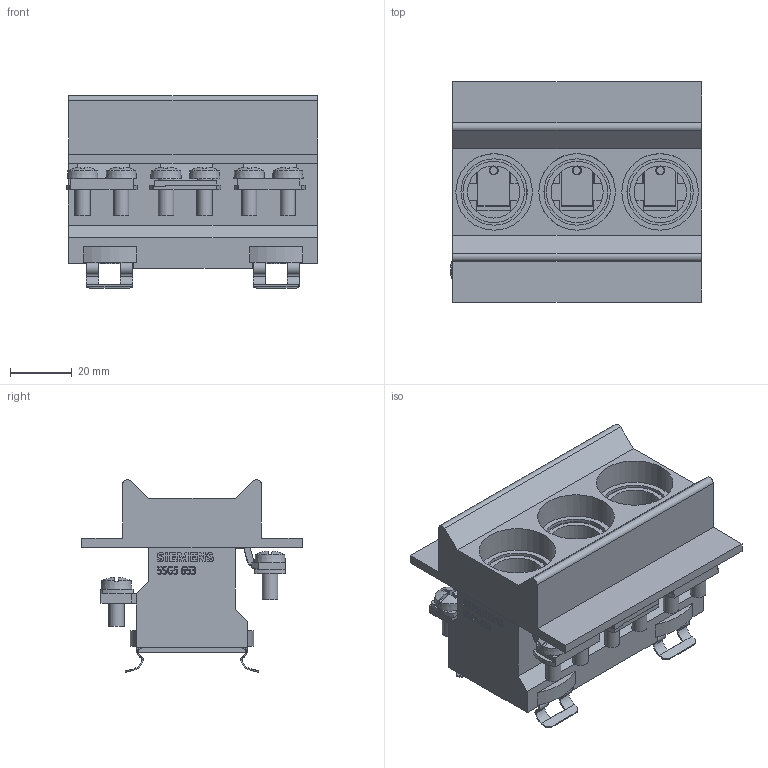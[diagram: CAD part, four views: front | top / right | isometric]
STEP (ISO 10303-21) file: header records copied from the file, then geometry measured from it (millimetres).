
FILE_DESCRIPTION(/* description */ (''),/* implementation_level */ '2;1');
FILE_NAME(/* name */ '5SG5653_3D_v.stp',/* time_stamp */ '2023-03-16T12:58:00+01:00',/* author */ (''),/* organization */ (''),/* preprocessor_version */ 'ST-DEVELOPER v18.101',/* originating_system */ 'SIEMENS PLM Software NX 2008',/* authorisation */ '');
FILE_SCHEMA (('AUTOMOTIVE_DESIGN { 1 0 10303 214 3 1 1 1 }'));
Length unit declared in the file: inch
Products named in the file (1): 5SG5653_3D_v
Bounding box: 81.4 x 71.5 x 62.45 mm (x, y, z)
Volume: 128259.7 mm3; surface area: 46287.5 mm2
Topology: 1 solids, 1 shells, 826 faces, 2211 edges, 1430 vertices
Faces by surface type: plane 633, cylinder 120, extrusion 34, sphere 24, cone 15
Full cylindrical faces by diameter (mm): 5 x14, 16.9 x3, 19.9 x3, 21.5 x3, 23.91 x2, 24.8 x3
Entity records: 31116 total; most frequent: CARTESIAN_POINT 6185, ORIENTED_EDGE 4266, DIRECTION 3972, EDGE_CURVE 2133, VERTEX_POINT 1395, VECTOR 1364, LINE 1330, AXIS2_PLACEMENT_3D 1304
